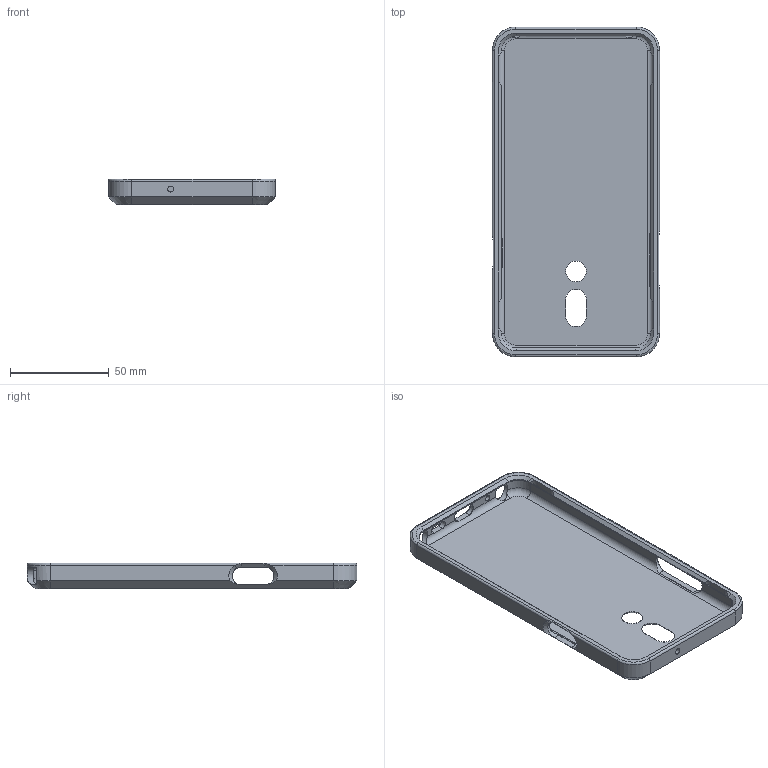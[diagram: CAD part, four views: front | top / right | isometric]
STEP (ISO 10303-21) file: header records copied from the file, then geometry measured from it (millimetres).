
FILE_DESCRIPTION(('FreeCAD Model'),'2;1');
FILE_NAME('original.step','2019-10-07T20:02:44' ,('Author'),(''),'Open CASCADE STEP processor 7.2','FreeCAD','Unknown' );
FILE_SCHEMA(('AUTOMOTIVE_DESIGN { 1 0 10303 214 1 1 1 1 }'));
Length unit declared in the file: millimetre
Products named in the file (1): case_shell_body
Bounding box: 84.5 x 166.8 x 13 mm (x, y, z)
Volume: 38417.4 mm3; surface area: 36671.8 mm2
Topology: 1 solids, 1 shells, 161 faces, 428 edges, 258 vertices
Faces by surface type: plane 71, cylinder 50, cone 19, torus 12, bspline 9
Full cylindrical faces by diameter (mm): 3 x2, 9 x1, 10.5 x1
Entity records: 13498 total; most frequent: CARTESIAN_POINT 5063, DIRECTION 1551, ORIENTED_EDGE 856, PCURVE 856, DEFINITIONAL_REPRESENTATION 856, LINE 851, VECTOR 851, EDGE_CURVE 428
